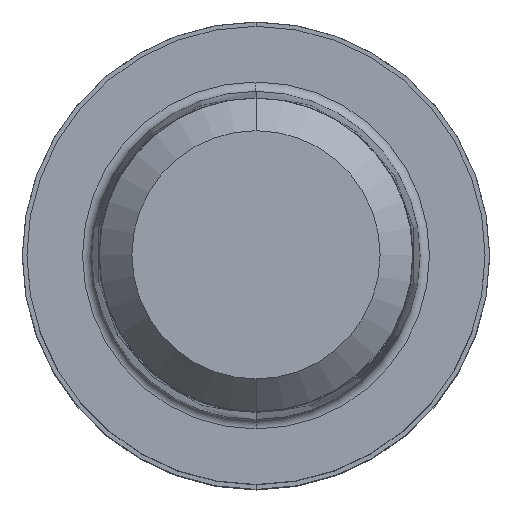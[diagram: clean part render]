
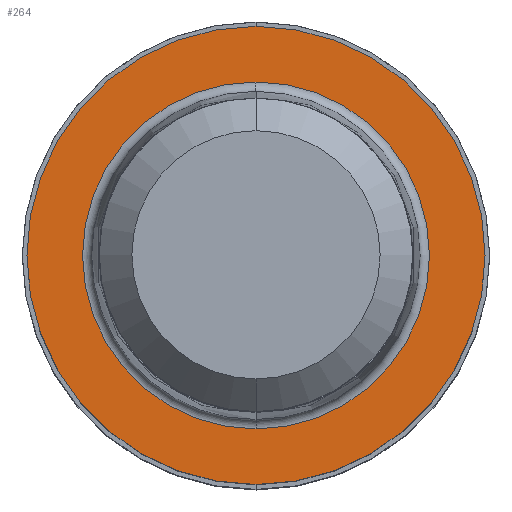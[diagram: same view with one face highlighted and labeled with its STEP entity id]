
A CAD part, top view. The second image highlights one B-rep face of the part: STEP entity #264.
In plain terms, the highlighted planar face has unit normal (0, 0, 1).
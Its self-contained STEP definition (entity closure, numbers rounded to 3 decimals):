
#216=VERTEX_POINT('',#509);
#220=VERTEX_POINT('',#514);
#238=EDGE_CURVE('',#220,#216,#535,.T.);
#246=EDGE_CURVE('',#420,#346,#546,.T.);
#264=ADVANCED_FACE('',(#567,#568),#569,.T.);
#270=EDGE_CURVE('',#346,#420,#575,.T.);
#272=EDGE_CURVE('',#216,#220,#577,.T.);
#346=VERTEX_POINT('',#664);
#420=VERTEX_POINT('',#744);
#509=CARTESIAN_POINT('',(0.,-9.8,0.01));
#514=CARTESIAN_POINT('',(0.0,9.8,0.01));
#535=CIRCLE('',#878,9.8);
#546=CIRCLE('',#891,7.42);
#567=FACE_OUTER_BOUND('',#916,.T.);
#568=FACE_BOUND('',#917,.T.);
#569=PLANE('',#918);
#575=CIRCLE('',#926,7.42);
#577=CIRCLE('',#929,9.8);
#664=CARTESIAN_POINT('',(0.0,7.42,0.01));
#744=CARTESIAN_POINT('',(0.,-7.42,0.01));
#878=AXIS2_PLACEMENT_3D('',#1252,#1253,#1254);
#891=AXIS2_PLACEMENT_3D('',#1274,#1275,#1276);
#916=EDGE_LOOP('',(#1308,#1309));
#917=EDGE_LOOP('',(#1310,#1311));
#918=AXIS2_PLACEMENT_3D('',#1312,#1313,#1314);
#926=AXIS2_PLACEMENT_3D('',#1318,#1319,#1320);
#929=AXIS2_PLACEMENT_3D('',#1321,#1322,#1323);
#1252=CARTESIAN_POINT('',(0.0,0.0,0.01));
#1253=DIRECTION('',(0.0,0.0,-1.0));
#1254=DIRECTION('',(0.0,1.0,0.0));
#1274=CARTESIAN_POINT('',(0.0,0.0,0.01));
#1275=DIRECTION('',(0.0,0.0,-1.0));
#1276=DIRECTION('',(0.0,1.0,0.0));
#1308=ORIENTED_EDGE('',*,*,#238,.F.);
#1309=ORIENTED_EDGE('',*,*,#272,.F.);
#1310=ORIENTED_EDGE('',*,*,#270,.T.);
#1311=ORIENTED_EDGE('',*,*,#246,.T.);
#1312=CARTESIAN_POINT('',(0.0,4.9,0.01));
#1313=DIRECTION('',(-0.0,0.0,1.0));
#1314=DIRECTION('',(0.0,-1.0,0.0));
#1318=CARTESIAN_POINT('',(0.0,0.0,0.01));
#1319=DIRECTION('',(0.0,0.0,-1.0));
#1320=DIRECTION('',(0.0,1.0,0.0));
#1321=CARTESIAN_POINT('',(0.0,0.0,0.01));
#1322=DIRECTION('',(0.0,0.0,-1.0));
#1323=DIRECTION('',(0.0,1.0,0.0));
